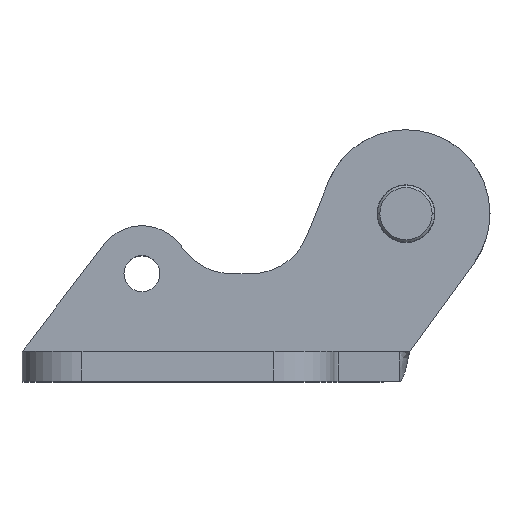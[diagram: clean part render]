
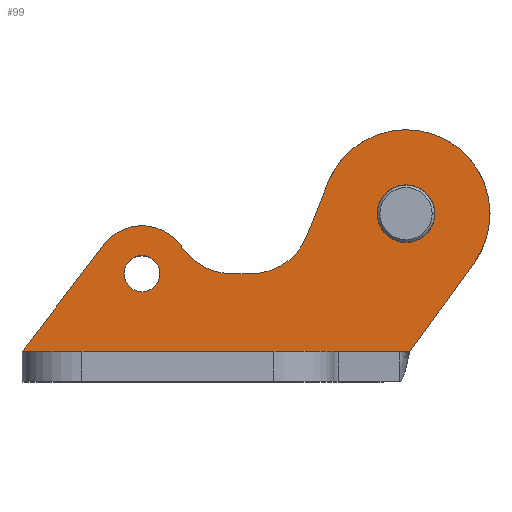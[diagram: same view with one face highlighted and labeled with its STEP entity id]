
A CAD part, top view. The second image highlights one B-rep face of the part: STEP entity #99.
In plain terms, the highlighted face is planar.
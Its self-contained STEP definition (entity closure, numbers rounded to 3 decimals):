
#13 = EDGE_CURVE ( 'NONE', #2255, #646, #2325, .T. ) ;
#22 = ORIENTED_EDGE ( 'NONE', *, *, #830, .F. ) ;
#55 = ORIENTED_EDGE ( 'NONE', *, *, #865, .F. ) ;
#64 = VERTEX_POINT ( 'NONE', #1778 ) ;
#98 = ORIENTED_EDGE ( 'NONE', *, *, #903, .F. ) ;
#99 = ADVANCED_FACE ( 'NONE', ( #2231, #2212, #2225 ), #1857, .F. ) ;
#152 = ORIENTED_EDGE ( 'NONE', *, *, #1179, .T. ) ;
#169 = ORIENTED_EDGE ( 'NONE', *, *, #941, .F. ) ;
#224 = CARTESIAN_POINT ( 'NONE',  ( -5.667, -4.109, -2.5 ) ) ;
#280 = VERTEX_POINT ( 'NONE', #2448 ) ;
#307 = ORIENTED_EDGE ( 'NONE', *, *, #1012, .F. ) ;
#382 = VERTEX_POINT ( 'NONE', #1345 ) ;
#384 = ORIENTED_EDGE ( 'NONE', *, *, #1054, .F. ) ;
#466 = ORIENTED_EDGE ( 'NONE', *, *, #1183, .F. ) ;
#626 = CARTESIAN_POINT ( 'NONE',  ( 23.5, -5., -2.5 ) ) ;
#646 = VERTEX_POINT ( 'NONE', #626 ) ;
#830 = EDGE_CURVE ( 'NONE', #3020, #3044, #1548, .T. ) ;
#849 = ORIENTED_EDGE ( 'NONE', *, *, #1111, .F. ) ;
#865 = EDGE_CURVE ( 'NONE', #3044, #3493, #1508, .T. ) ;
#903 = EDGE_CURVE ( 'NONE', #3493, #2548, #1491, .T. ) ;
#941 = EDGE_CURVE ( 'NONE', #2548, #280, #1453, .T. ) ;
#1008 = EDGE_LOOP ( 'NONE', ( #1945, #2657 ) ) ;
#1012 = EDGE_CURVE ( 'NONE', #280, #2615, #1434, .T. ) ;
#1042 = VERTEX_POINT ( 'NONE', #3083 ) ;
#1044 = ORIENTED_EDGE ( 'NONE', *, *, #1129, .T. ) ;
#1045 = CIRCLE ( 'NONE', #1189, 2.4 ) ;
#1046 = DIRECTION ( 'NONE',  ( -1., 0., 0. ) ) ;
#1054 = EDGE_CURVE ( 'NONE', #2615, #382, #1381, .T. ) ;
#1111 = EDGE_CURVE ( 'NONE', #382, #2756, #1372, .T. ) ;
#1129 = EDGE_CURVE ( 'NONE', #646, #2255, #1311, .T. ) ;
#1150 = EDGE_CURVE ( 'NONE', #2648, #1784, #1279, .T. ) ;
#1167 = EDGE_CURVE ( 'NONE', #64, #3020, #1284, .T. ) ;
#1168 = EDGE_LOOP ( 'NONE', ( #2646, #152, #466, #849, #384, #307, #169, #98, #55, #22 ) ) ;
#1179 = EDGE_CURVE ( 'NONE', #64, #1042, #1261, .T. ) ;
#1183 = EDGE_CURVE ( 'NONE', #2756, #1042, #1293, .T. ) ;
#1189 = AXIS2_PLACEMENT_3D ( 'NONE', #1638, #1644, #1613 ) ;
#1256 = VECTOR ( 'NONE', #2342, 1000. ) ;
#1261 = LINE ( 'NONE', #2211, #1265 ) ;
#1265 = VECTOR ( 'NONE', #1046, 1000. ) ;
#1279 = CIRCLE ( 'NONE', #1569, 2.4 ) ;
#1284 = CIRCLE ( 'NONE', #1532, 2. ) ;
#1293 = LINE ( 'NONE', #2199, #1256 ) ;
#1311 = CIRCLE ( 'NONE', #1623, 1.5 ) ;
#1345 = CARTESIAN_POINT ( 'NONE',  ( 6.511, 2.571, -2.5 ) ) ;
#1372 = CIRCLE ( 'NONE', #1715, 7. ) ;
#1381 = LINE ( 'NONE', #3071, #1404 ) ;
#1404 = VECTOR ( 'NONE', #3076, 1000. ) ;
#1428 = VECTOR ( 'NONE', #2931, 1000. ) ;
#1434 = CIRCLE ( 'NONE', #1734, 5. ) ;
#1453 = LINE ( 'NONE', #2918, #1428 ) ;
#1491 = CIRCLE ( 'NONE', #1794, 5. ) ;
#1497 = EDGE_CURVE ( 'NONE', #1784, #2648, #1045, .T. ) ;
#1508 = CIRCLE ( 'NONE', #1856, 4. ) ;
#1516 = CARTESIAN_POINT ( 'NONE',  ( 22., -5., -2.5 ) ) ;
#1520 = DIRECTION ( 'NONE',  ( 0., 0., 1. ) ) ;
#1532 = AXIS2_PLACEMENT_3D ( 'NONE', #2114, #2117, #2138 ) ;
#1542 = DIRECTION ( 'NONE',  ( 1., 0., 0. ) ) ;
#1548 = LINE ( 'NONE', #2760, #1560 ) ;
#1559 = EDGE_LOOP ( 'NONE', ( #1044, #1988 ) ) ;
#1560 = VECTOR ( 'NONE', #2407, 1000. ) ;
#1569 = AXIS2_PLACEMENT_3D ( 'NONE', #2716, #2725, #2252 ) ;
#1613 = DIRECTION ( 'NONE',  ( 1., 0., 0. ) ) ;
#1623 = AXIS2_PLACEMENT_3D ( 'NONE', #2074, #2551, #2569 ) ;
#1638 = CARTESIAN_POINT ( 'NONE',  ( 0., 0., -2.5 ) ) ;
#1644 = DIRECTION ( 'NONE',  ( 0., 0., 1. ) ) ;
#1715 = AXIS2_PLACEMENT_3D ( 'NONE', #3170, #3171, #3179 ) ;
#1734 = AXIS2_PLACEMENT_3D ( 'NONE', #3030, #3031, #3035 ) ;
#1778 = CARTESIAN_POINT ( 'NONE',  ( 31.878, -11.49, -2.5 ) ) ;
#1784 = VERTEX_POINT ( 'NONE', #2908 ) ;
#1794 = AXIS2_PLACEMENT_3D ( 'NONE', #2878, #2885, #2886 ) ;
#1809 = CARTESIAN_POINT ( 'NONE',  ( 25.178, -2.572, -2.5 ) ) ;
#1856 = AXIS2_PLACEMENT_3D ( 'NONE', #2821, #2822, #2824 ) ;
#1857 = PLANE ( 'NONE',  #2563 ) ;
#1861 = CARTESIAN_POINT ( 'NONE',  ( 8.251, -1.836, -2.5 ) ) ;
#1880 = CARTESIAN_POINT ( 'NONE',  ( 4., -20.85, -2.5 ) ) ;
#1881 = DIRECTION ( 'NONE',  ( 0., 0., 1. ) ) ;
#1883 = DIRECTION ( 'NONE',  ( 1., 0., 0. ) ) ;
#1945 = ORIENTED_EDGE ( 'NONE', *, *, #1150, .T. ) ;
#1988 = ORIENTED_EDGE ( 'NONE', *, *, #13, .T. ) ;
#2009 = CARTESIAN_POINT ( 'NONE',  ( 20.5, -5., -2.5 ) ) ;
#2074 = CARTESIAN_POINT ( 'NONE',  ( 22., -5., -2.5 ) ) ;
#2090 = CARTESIAN_POINT ( 'NONE',  ( 31.589, -10.962, -2.5 ) ) ;
#2114 = CARTESIAN_POINT ( 'NONE',  ( 30., -12.177, -2.5 ) ) ;
#2117 = DIRECTION ( 'NONE',  ( 0., 0., 1. ) ) ;
#2138 = DIRECTION ( 'NONE',  ( 1., 0., 0. ) ) ;
#2199 = CARTESIAN_POINT ( 'NONE',  ( 5.619, -19.676, -2.5 ) ) ;
#2211 = CARTESIAN_POINT ( 'NONE',  ( 4., -11.49, -2.5 ) ) ;
#2212 = FACE_BOUND ( 'NONE', #1559, .T. ) ;
#2225 = FACE_OUTER_BOUND ( 'NONE', #1168, .T. ) ;
#2231 = FACE_BOUND ( 'NONE', #1008, .T. ) ;
#2252 = DIRECTION ( 'NONE',  ( 1., 0., 0. ) ) ;
#2255 = VERTEX_POINT ( 'NONE', #2009 ) ;
#2325 = CIRCLE ( 'NONE', #2625, 1.5 ) ;
#2342 = DIRECTION ( 'NONE',  ( 0.587, -0.81, 0. ) ) ;
#2347 = CARTESIAN_POINT ( 'NONE',  ( 18.674, -2.778, -2.5 ) ) ;
#2407 = DIRECTION ( 'NONE',  ( -0.607, 0.795, 0. ) ) ;
#2448 = CARTESIAN_POINT ( 'NONE',  ( 12.901, -5., -2.5 ) ) ;
#2548 = VERTEX_POINT ( 'NONE', #2807 ) ;
#2551 = DIRECTION ( 'NONE',  ( 0., 0., 1. ) ) ;
#2563 = AXIS2_PLACEMENT_3D ( 'NONE', #1880, #1881, #1883 ) ;
#2569 = DIRECTION ( 'NONE',  ( 1., 0., 0. ) ) ;
#2615 = VERTEX_POINT ( 'NONE', #1861 ) ;
#2625 = AXIS2_PLACEMENT_3D ( 'NONE', #1516, #1520, #1542 ) ;
#2646 = ORIENTED_EDGE ( 'NONE', *, *, #1167, .F. ) ;
#2648 = VERTEX_POINT ( 'NONE', #3429 ) ;
#2657 = ORIENTED_EDGE ( 'NONE', *, *, #1497, .T. ) ;
#2716 = CARTESIAN_POINT ( 'NONE',  ( 0., 0., -2.5 ) ) ;
#2725 = DIRECTION ( 'NONE',  ( 0., 0., 1. ) ) ;
#2756 = VERTEX_POINT ( 'NONE', #224 ) ;
#2760 = CARTESIAN_POINT ( 'NONE',  ( 25.178, -2.572, -2.5 ) ) ;
#2807 = CARTESIAN_POINT ( 'NONE',  ( 14.517, -5., -2.5 ) ) ;
#2821 = CARTESIAN_POINT ( 'NONE',  ( 22., -5., -2.5 ) ) ;
#2822 = DIRECTION ( 'NONE',  ( 0., 0., 1. ) ) ;
#2824 = DIRECTION ( 'NONE',  ( -1., 0., 0. ) ) ;
#2878 = CARTESIAN_POINT ( 'NONE',  ( 14.517, 0., -2.5 ) ) ;
#2885 = DIRECTION ( 'NONE',  ( 0., 0., -1. ) ) ;
#2886 = DIRECTION ( 'NONE',  ( 1., 0., 0. ) ) ;
#2908 = CARTESIAN_POINT ( 'NONE',  ( -2.4, 0., -2.5 ) ) ;
#2918 = CARTESIAN_POINT ( 'NONE',  ( 12.901, -5., -2.5 ) ) ;
#2931 = DIRECTION ( 'NONE',  ( -1., 0., 0. ) ) ;
#3020 = VERTEX_POINT ( 'NONE', #2090 ) ;
#3030 = CARTESIAN_POINT ( 'NONE',  ( 12.901, 0., -2.5 ) ) ;
#3031 = DIRECTION ( 'NONE',  ( 0., 0., -1. ) ) ;
#3035 = DIRECTION ( 'NONE',  ( -1., 0., 0. ) ) ;
#3044 = VERTEX_POINT ( 'NONE', #1809 ) ;
#3071 = CARTESIAN_POINT ( 'NONE',  ( 8.251, -1.836, -2.5 ) ) ;
#3076 = DIRECTION ( 'NONE',  ( -0.367, 0.93, 0. ) ) ;
#3083 = CARTESIAN_POINT ( 'NONE',  ( -0.316, -11.49, -2.5 ) ) ;
#3170 = CARTESIAN_POINT ( 'NONE',  ( 0., 0., -2.5 ) ) ;
#3171 = DIRECTION ( 'NONE',  ( 0., 0., 1. ) ) ;
#3179 = DIRECTION ( 'NONE',  ( 1., 0., 0. ) ) ;
#3429 = CARTESIAN_POINT ( 'NONE',  ( 2.4, 0., -2.5 ) ) ;
#3493 = VERTEX_POINT ( 'NONE', #2347 ) ;
